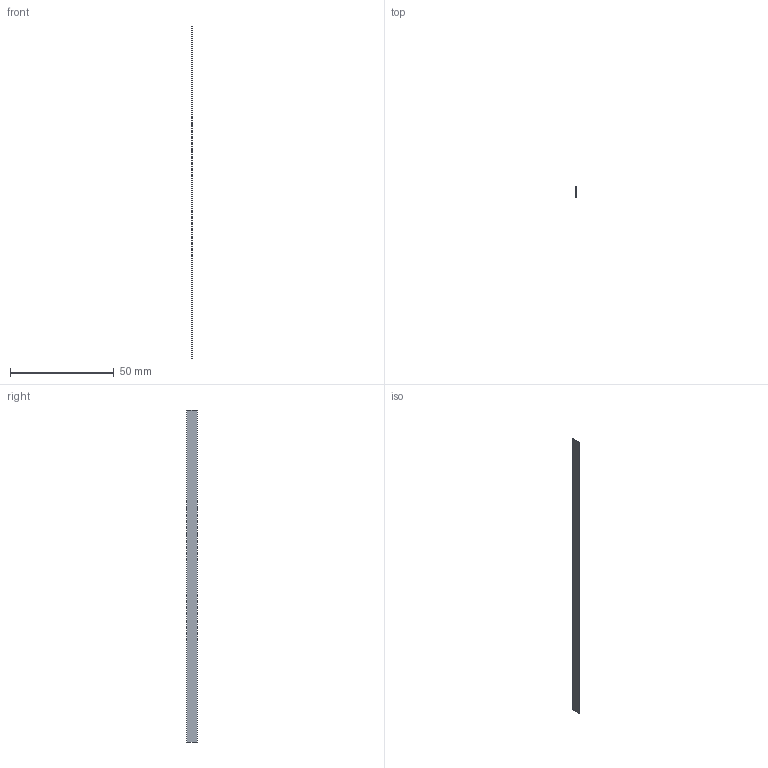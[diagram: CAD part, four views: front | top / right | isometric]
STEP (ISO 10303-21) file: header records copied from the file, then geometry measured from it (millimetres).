
FILE_DESCRIPTION(/* description */ ('CAx-IF Rec.Pracs.---Representation and Presentation of Product Manufacturing Information (PMI)---4.0---2014-10-13','CAx-IF Rec.Pracs.---3D Tessellated Geometry---0.4---2014-09-14','2;1'),/* implementation_level */ '2;1');
FILE_NAME(/* name */ 'Antenna Band',/* time_stamp */ '2020-07-03T18:57:56-04:00',/* author */ (''),/* organization */ (''),/* preprocessor_version */ 'ST-DEVELOPER v16.7',/* originating_system */ $,/* authorisation */ $);
FILE_SCHEMA (('AP242_MANAGED_MODEL_BASED_3D_ENGINEERING_MIM_LF { 1 0 10303 442 20130219 1 4 }'));
Length unit declared in the file: millimetre
Products named in the file (2): Antenna Band; V2_Antenna_Dep8266
Assembly tree (1 placements, depth 2):
  Antenna Band
    V2_Antenna_Dep8266
Bounding box: 0.1 x 5 x 160 mm (x, y, z)
Volume: 80 mm3; surface area: 1633 mm2
Topology: 1 solids, 1 shells, 6 faces, 12 edges, 8 vertices
Faces by surface type: plane 6
Entity records: 424 total; most frequent: CARTESIAN_POINT 76, DIRECTION 60, AXIS2_PLACEMENT_3D 40, ORIENTED_EDGE 24, DRAUGHTING_MODEL 17, REPRESENTATION_MAP 17, MAPPED_ITEM 17, MECHANICAL_DESIGN_AND_DRAUGHTING_RELATIONSHIP 16
